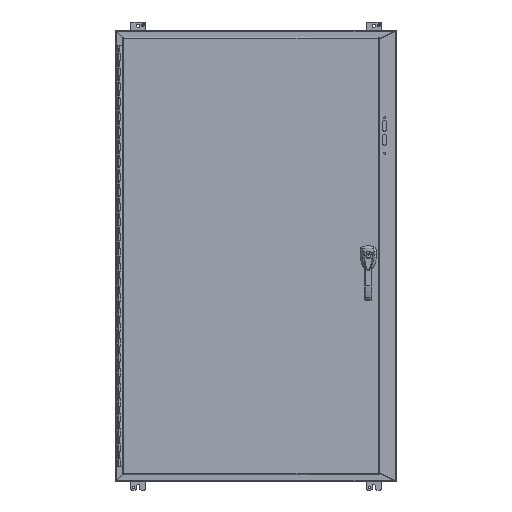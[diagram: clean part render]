
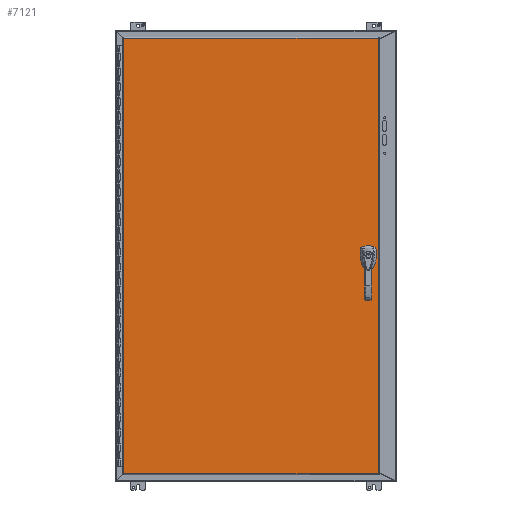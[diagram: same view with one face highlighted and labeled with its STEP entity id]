
A CAD part, front view. The second image highlights one B-rep face of the part: STEP entity #7121.
In plain terms, the highlighted planar face has unit normal (0, -1, 0).
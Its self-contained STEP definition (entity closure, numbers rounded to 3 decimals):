
#170 = ORIENTED_EDGE ( 'NONE', *, *, #17742, .T. ) ;
#1531 = CARTESIAN_POINT ( 'NONE',  ( -17.749, -12.875, -28.986 ) ) ;
#4000 = CARTESIAN_POINT ( 'NONE',  ( 15.333, -12.875, 0.198 ) ) ;
#4121 = LINE ( 'NONE', #13598, #48897 ) ;
#4797 = VECTOR ( 'NONE', #6128, 39.37 ) ;
#6128 = DIRECTION ( 'NONE',  ( 0., 0., 1. ) ) ;
#7121 = ADVANCED_FACE ( 'NONE', ( #63361, #15965, #55999 ), #54969, .T. ) ;
#8520 = AXIS2_PLACEMENT_3D ( 'NONE', #88212, #30286, #78237 ) ;
#8634 = AXIS2_PLACEMENT_3D ( 'NONE', #22592, #63619, #54723 ) ;
#9934 = ORIENTED_EDGE ( 'NONE', *, *, #41778, .T. ) ;
#11947 = LINE ( 'NONE', #76715, #97740 ) ;
#13598 = CARTESIAN_POINT ( 'NONE',  ( -17.749, -12.875, 0.396 ) ) ;
#15725 = VERTEX_POINT ( 'NONE', #83407 ) ;
#15965 = FACE_OUTER_BOUND ( 'NONE', #95478, .T. ) ;
#16388 = ORIENTED_EDGE ( 'NONE', *, *, #29436, .T. ) ;
#17742 = EDGE_CURVE ( 'NONE', #15725, #78557, #4121, .T. ) ;
#19843 = ORIENTED_EDGE ( 'NONE', *, *, #71159, .T. ) ;
#20108 = CARTESIAN_POINT ( 'NONE',  ( -17.641, -12.875, -28.986 ) ) ;
#22592 = CARTESIAN_POINT ( 'NONE',  ( 14.938, -12.875, 0. ) ) ;
#23036 = EDGE_CURVE ( 'NONE', #47948, #91993, #49508, .T. ) ;
#23931 = VERTEX_POINT ( 'NONE', #20108 ) ;
#24617 = ORIENTED_EDGE ( 'NONE', *, *, #54078, .T. ) ;
#24668 = CARTESIAN_POINT ( 'NONE',  ( 14.542, -12.875, 0.198 ) ) ;
#25095 = ORIENTED_EDGE ( 'NONE', *, *, #23036, .T. ) ;
#25833 = CARTESIAN_POINT ( 'NONE',  ( 14.938, -12.875, 0. ) ) ;
#26448 = ORIENTED_EDGE ( 'NONE', *, *, #71534, .T. ) ;
#27019 = CARTESIAN_POINT ( 'NONE',  ( 14.938, -12.875, 0. ) ) ;
#28075 = AXIS2_PLACEMENT_3D ( 'NONE', #25833, #75803, #76334 ) ;
#29436 = EDGE_CURVE ( 'NONE', #55342, #41329, #51117, .T. ) ;
#29829 = EDGE_CURVE ( 'NONE', #91360, #71106, #59942, .T. ) ;
#30286 = DIRECTION ( 'NONE',  ( 0., 1., 0. ) ) ;
#30999 = DIRECTION ( 'NONE',  ( 0., 0., 1. ) ) ;
#31175 = ORIENTED_EDGE ( 'NONE', *, *, #81806, .T. ) ;
#31581 = VERTEX_POINT ( 'NONE', #44915 ) ;
#31730 = CARTESIAN_POINT ( 'NONE',  ( 15.136, -12.875, 0.396 ) ) ;
#31756 = DIRECTION ( 'NONE',  ( 0., -1., 0. ) ) ;
#33689 = DIRECTION ( 'NONE',  ( 1., 0., 0. ) ) ;
#35668 = CARTESIAN_POINT ( 'NONE',  ( 14.938, -12.875, 0. ) ) ;
#36711 = CARTESIAN_POINT ( 'NONE',  ( 16.268, -12.875, -29.094 ) ) ;
#38363 = CARTESIAN_POINT ( 'NONE',  ( 14.739, -12.875, -0.395 ) ) ;
#39735 = CARTESIAN_POINT ( 'NONE',  ( 15.333, -12.875, -0.198 ) ) ;
#41329 = VERTEX_POINT ( 'NONE', #38363 ) ;
#41579 = CARTESIAN_POINT ( 'NONE',  ( -17.749, -12.875, 28.986 ) ) ;
#41778 = EDGE_CURVE ( 'NONE', #78557, #91360, #94150, .T. ) ;
#42350 = CARTESIAN_POINT ( 'NONE',  ( 16.268, -12.875, -28.986 ) ) ;
#43995 = DIRECTION ( 'NONE',  ( 0., 0., -1. ) ) ;
#44093 = DIRECTION ( 'NONE',  ( 0., 0., -1. ) ) ;
#44262 = EDGE_CURVE ( 'NONE', #49071, #15725, #46587, .T. ) ;
#44915 = CARTESIAN_POINT ( 'NONE',  ( 14.938, -12.875, -1.505 ) ) ;
#45353 = AXIS2_PLACEMENT_3D ( 'NONE', #35668, #63499, #55621 ) ;
#45806 = VECTOR ( 'NONE', #30999, 39.37 ) ;
#46073 = CARTESIAN_POINT ( 'NONE',  ( 14.938, -12.875, -1.338 ) ) ;
#46587 = CIRCLE ( 'NONE', #28075, 0.443 ) ;
#47404 = AXIS2_PLACEMENT_3D ( 'NONE', #46073, #94520, #43995 ) ;
#47461 = VECTOR ( 'NONE', #90571, 39.37 ) ;
#47633 = ORIENTED_EDGE ( 'NONE', *, *, #44262, .T. ) ;
#47948 = VERTEX_POINT ( 'NONE', #54999 ) ;
#48897 = VECTOR ( 'NONE', #75752, 39.37 ) ;
#49071 = VERTEX_POINT ( 'NONE', #24668 ) ;
#49508 = LINE ( 'NONE', #41579, #47461 ) ;
#51117 = LINE ( 'NONE', #99556, #81244 ) ;
#51486 = EDGE_LOOP ( 'NONE', ( #65958, #19843 ) ) ;
#51527 = CARTESIAN_POINT ( 'NONE',  ( 15.333, -12.875, -29.094 ) ) ;
#53981 = EDGE_CURVE ( 'NONE', #41329, #68376, #70907, .T. ) ;
#54078 = EDGE_CURVE ( 'NONE', #68376, #49071, #96285, .T. ) ;
#54723 = DIRECTION ( 'NONE',  ( 0., 0., -1. ) ) ;
#54969 = PLANE ( 'NONE',  #78935 ) ;
#54999 = CARTESIAN_POINT ( 'NONE',  ( 16.268, -12.875, 28.986 ) ) ;
#55342 = VERTEX_POINT ( 'NONE', #69348 ) ;
#55476 = VERTEX_POINT ( 'NONE', #42350 ) ;
#55621 = DIRECTION ( 'NONE',  ( 0., 0., -1. ) ) ;
#55999 = FACE_BOUND ( 'NONE', #51486, .T. ) ;
#58635 = DIRECTION ( 'NONE',  ( 0., 0., -1. ) ) ;
#59104 = ORIENTED_EDGE ( 'NONE', *, *, #95661, .T. ) ;
#59942 = LINE ( 'NONE', #51527, #67842 ) ;
#62968 = ORIENTED_EDGE ( 'NONE', *, *, #79191, .T. ) ;
#63361 = FACE_BOUND ( 'NONE', #92498, .T. ) ;
#63499 = DIRECTION ( 'NONE',  ( 0., 1., 0. ) ) ;
#63619 = DIRECTION ( 'NONE',  ( 0., 1., 0. ) ) ;
#65958 = ORIENTED_EDGE ( 'NONE', *, *, #72869, .T. ) ;
#66008 = DIRECTION ( 'NONE',  ( 0., 1., 0. ) ) ;
#67842 = VECTOR ( 'NONE', #92083, 39.37 ) ;
#68376 = VERTEX_POINT ( 'NONE', #83629 ) ;
#68713 = VECTOR ( 'NONE', #33689, 39.37 ) ;
#69348 = CARTESIAN_POINT ( 'NONE',  ( 15.136, -12.875, -0.395 ) ) ;
#70907 = CIRCLE ( 'NONE', #8634, 0.443 ) ;
#71010 = CIRCLE ( 'NONE', #47404, 0.167 ) ;
#71106 = VERTEX_POINT ( 'NONE', #39735 ) ;
#71159 = EDGE_CURVE ( 'NONE', #74176, #31581, #89305, .T. ) ;
#71534 = EDGE_CURVE ( 'NONE', #91993, #23931, #11947, .T. ) ;
#72869 = EDGE_CURVE ( 'NONE', #31581, #74176, #71010, .T. ) ;
#73689 = LINE ( 'NONE', #1531, #68713 ) ;
#74176 = VERTEX_POINT ( 'NONE', #94141 ) ;
#75752 = DIRECTION ( 'NONE',  ( 1., 0., 0. ) ) ;
#75803 = DIRECTION ( 'NONE',  ( 0., 1., 0. ) ) ;
#76334 = DIRECTION ( 'NONE',  ( 0., 0., -1. ) ) ;
#76715 = CARTESIAN_POINT ( 'NONE',  ( -17.641, -12.875, -29.094 ) ) ;
#78237 = DIRECTION ( 'NONE',  ( 0., 0., -1. ) ) ;
#78466 = AXIS2_PLACEMENT_3D ( 'NONE', #27019, #66008, #58635 ) ;
#78557 = VERTEX_POINT ( 'NONE', #31730 ) ;
#78935 = AXIS2_PLACEMENT_3D ( 'NONE', #103918, #31756, #96551 ) ;
#79191 = EDGE_CURVE ( 'NONE', #23931, #55476, #73689, .T. ) ;
#79983 = CARTESIAN_POINT ( 'NONE',  ( 14.542, -12.875, -29.094 ) ) ;
#81244 = VECTOR ( 'NONE', #82199, 39.37 ) ;
#81806 = EDGE_CURVE ( 'NONE', #55476, #47948, #84665, .T. ) ;
#82199 = DIRECTION ( 'NONE',  ( -1., 0., 0. ) ) ;
#83407 = CARTESIAN_POINT ( 'NONE',  ( 14.739, -12.875, 0.395 ) ) ;
#83629 = CARTESIAN_POINT ( 'NONE',  ( 14.542, -12.875, -0.198 ) ) ;
#84665 = LINE ( 'NONE', #36711, #4797 ) ;
#88212 = CARTESIAN_POINT ( 'NONE',  ( 14.938, -12.875, -1.338 ) ) ;
#89305 = CIRCLE ( 'NONE', #8520, 0.167 ) ;
#89953 = ORIENTED_EDGE ( 'NONE', *, *, #53981, .T. ) ;
#90571 = DIRECTION ( 'NONE',  ( -1., 0., 0. ) ) ;
#91360 = VERTEX_POINT ( 'NONE', #4000 ) ;
#91993 = VERTEX_POINT ( 'NONE', #93431 ) ;
#92083 = DIRECTION ( 'NONE',  ( 0., 0., -1. ) ) ;
#92498 = EDGE_LOOP ( 'NONE', ( #16388, #89953, #24617, #47633, #170, #9934, #101045, #59104 ) ) ;
#93431 = CARTESIAN_POINT ( 'NONE',  ( -17.641, -12.875, 28.986 ) ) ;
#94141 = CARTESIAN_POINT ( 'NONE',  ( 14.938, -12.875, -1.171 ) ) ;
#94150 = CIRCLE ( 'NONE', #45353, 0.443 ) ;
#94520 = DIRECTION ( 'NONE',  ( 0., 1., 0. ) ) ;
#95478 = EDGE_LOOP ( 'NONE', ( #31175, #25095, #26448, #62968 ) ) ;
#95661 = EDGE_CURVE ( 'NONE', #71106, #55342, #96954, .T. ) ;
#96285 = LINE ( 'NONE', #79983, #45806 ) ;
#96551 = DIRECTION ( 'NONE',  ( 0., 0., -1. ) ) ;
#96954 = CIRCLE ( 'NONE', #78466, 0.443 ) ;
#97740 = VECTOR ( 'NONE', #44093, 39.37 ) ;
#99556 = CARTESIAN_POINT ( 'NONE',  ( -17.749, -12.875, -0.395 ) ) ;
#101045 = ORIENTED_EDGE ( 'NONE', *, *, #29829, .T. ) ;
#103918 = CARTESIAN_POINT ( 'NONE',  ( -17.749, -12.875, -29.094 ) ) ;
